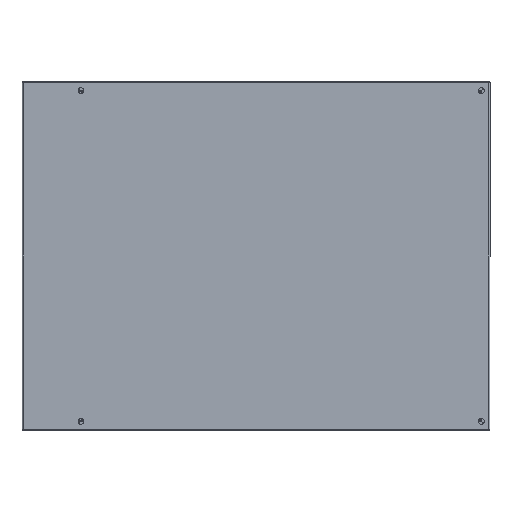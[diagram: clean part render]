
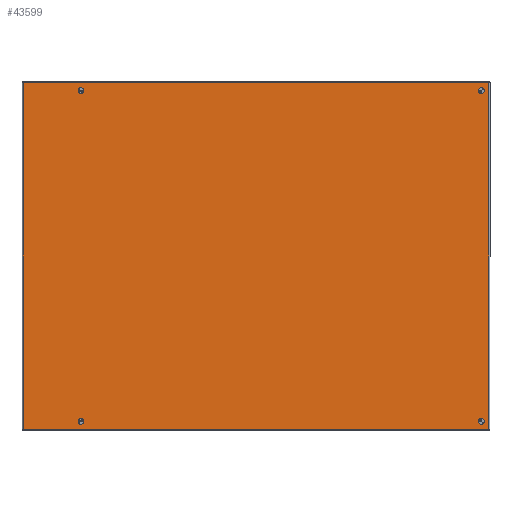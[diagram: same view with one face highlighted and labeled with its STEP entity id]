
A CAD part, left-side view. The second image highlights one B-rep face of the part: STEP entity #43599.
In plain terms, the highlighted face is planar.
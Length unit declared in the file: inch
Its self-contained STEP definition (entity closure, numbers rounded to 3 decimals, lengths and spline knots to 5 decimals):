
#75 = EDGE_CURVE ( 'NONE', #60444, #50723, #29576, .T. ) ;
#790 = LINE ( 'NONE', #11814, #23000 ) ;
#2069 = EDGE_CURVE ( 'NONE', #50083, #4637, #6365, .T. ) ;
#4637 = VERTEX_POINT ( 'NONE', #35673 ) ;
#4846 = AXIS2_PLACEMENT_3D ( 'NONE', #49440, #25903, #31292 ) ;
#5027 = DIRECTION ( 'NONE',  ( -1., 0., 0. ) ) ;
#5260 = VERTEX_POINT ( 'NONE', #12683 ) ;
#5461 = CARTESIAN_POINT ( 'NONE',  ( 14.928, 0., -17.921 ) ) ;
#5821 = VECTOR ( 'NONE', #49520, 39.37008 ) ;
#6365 = CIRCLE ( 'NONE', #30604, 0.25 ) ;
#6719 = DIRECTION ( 'NONE',  ( -1., 0., 0. ) ) ;
#8256 = DIRECTION ( 'NONE',  ( 0., 0., -1. ) ) ;
#8502 = VERTEX_POINT ( 'NONE', #18763 ) ;
#9167 = CARTESIAN_POINT ( 'NONE',  ( -14.25, 0., -17.279 ) ) ;
#9419 = LINE ( 'NONE', #18037, #13823 ) ;
#9642 = AXIS2_PLACEMENT_3D ( 'NONE', #32505, #37042, #8256 ) ;
#10804 = VECTOR ( 'NONE', #58384, 39.37008 ) ;
#10927 = ORIENTED_EDGE ( 'NONE', *, *, #44418, .F. ) ;
#11766 = CARTESIAN_POINT ( 'NONE',  ( -14.928, 0., -17.957 ) ) ;
#11814 = CARTESIAN_POINT ( 'NONE',  ( 14.928, 0., 22.19059 ) ) ;
#12032 = EDGE_LOOP ( 'NONE', ( #12457, #60087 ) ) ;
#12457 = ORIENTED_EDGE ( 'NONE', *, *, #40466, .F. ) ;
#12654 = CARTESIAN_POINT ( 'NONE',  ( 14.25, 0., -17.029 ) ) ;
#12683 = CARTESIAN_POINT ( 'NONE',  ( -14.5, 0., -17.279 ) ) ;
#13463 = DIRECTION ( 'NONE',  ( 0., 1., 0. ) ) ;
#13823 = VECTOR ( 'NONE', #26508, 39.37008 ) ;
#15545 = ORIENTED_EDGE ( 'NONE', *, *, #43591, .F. ) ;
#16080 = CARTESIAN_POINT ( 'NONE',  ( 14.25, 0., 17.221 ) ) ;
#17394 = DIRECTION ( 'NONE',  ( -1., 0., 0. ) ) ;
#18037 = CARTESIAN_POINT ( 'NONE',  ( 14.928, 0., -17.921 ) ) ;
#18763 = CARTESIAN_POINT ( 'NONE',  ( 14., 0., 17.221 ) ) ;
#20089 = FACE_BOUND ( 'NONE', #52279, .T. ) ;
#21541 = FACE_BOUND ( 'NONE', #12032, .T. ) ;
#21916 = DIRECTION ( 'NONE',  ( 0., -1., 0. ) ) ;
#22352 = ORIENTED_EDGE ( 'NONE', *, *, #50955, .F. ) ;
#22621 = VERTEX_POINT ( 'NONE', #58933 ) ;
#23000 = VECTOR ( 'NONE', #17394, 39.37008 ) ;
#23558 = ORIENTED_EDGE ( 'NONE', *, *, #75, .F. ) ;
#24178 = CARTESIAN_POINT ( 'NONE',  ( 14.25, 0., 17.221 ) ) ;
#24257 = EDGE_CURVE ( 'NONE', #48290, #60444, #9419, .T. ) ;
#24578 = EDGE_CURVE ( 'NONE', #59193, #48290, #48519, .T. ) ;
#25903 = DIRECTION ( 'NONE',  ( 0., 1., 0. ) ) ;
#26508 = DIRECTION ( 'NONE',  ( 1., 0., 0. ) ) ;
#27151 = CARTESIAN_POINT ( 'NONE',  ( -14.25, 0., 17.221 ) ) ;
#27329 = CIRCLE ( 'NONE', #32328, 0.25 ) ;
#28884 = DIRECTION ( 'NONE',  ( 0., 1., 0. ) ) ;
#29576 = LINE ( 'NONE', #58545, #5821 ) ;
#29689 = CARTESIAN_POINT ( 'NONE',  ( -14.25, 0., 17.221 ) ) ;
#29935 = AXIS2_PLACEMENT_3D ( 'NONE', #29689, #28884, #38748 ) ;
#30604 = AXIS2_PLACEMENT_3D ( 'NONE', #48124, #38619, #57950 ) ;
#30611 = ORIENTED_EDGE ( 'NONE', *, *, #24578, .F. ) ;
#31292 = DIRECTION ( 'NONE',  ( -1., 0., 0. ) ) ;
#31375 = AXIS2_PLACEMENT_3D ( 'NONE', #45873, #21916, #36395 ) ;
#32328 = AXIS2_PLACEMENT_3D ( 'NONE', #16080, #53641, #6719 ) ;
#32505 = CARTESIAN_POINT ( 'NONE',  ( 14.25, 0., -17.279 ) ) ;
#33338 = CARTESIAN_POINT ( 'NONE',  ( -14.928, 0., -17.921 ) ) ;
#34927 = FACE_OUTER_BOUND ( 'NONE', #41057, .T. ) ;
#35352 = EDGE_CURVE ( 'NONE', #54966, #5260, #59954, .T. ) ;
#35673 = CARTESIAN_POINT ( 'NONE',  ( 14.25, 0., -17.529 ) ) ;
#36395 = DIRECTION ( 'NONE',  ( 0., 0., 1. ) ) ;
#37042 = DIRECTION ( 'NONE',  ( 0., 1., 0. ) ) ;
#37346 = DIRECTION ( 'NONE',  ( 0., 1., 0. ) ) ;
#38439 = EDGE_LOOP ( 'NONE', ( #40073, #58006 ) ) ;
#38619 = DIRECTION ( 'NONE',  ( 0., 1., 0. ) ) ;
#38748 = DIRECTION ( 'NONE',  ( -1., 0., 0. ) ) ;
#40073 = ORIENTED_EDGE ( 'NONE', *, *, #50114, .F. ) ;
#40466 = EDGE_CURVE ( 'NONE', #22621, #48222, #46536, .T. ) ;
#41057 = EDGE_LOOP ( 'NONE', ( #47714, #30611, #15545, #23558 ) ) ;
#41944 = CARTESIAN_POINT ( 'NONE',  ( -14., 0., 17.221 ) ) ;
#42756 = CIRCLE ( 'NONE', #52386, 0.25 ) ;
#42957 = FACE_BOUND ( 'NONE', #53873, .T. ) ;
#43591 = EDGE_CURVE ( 'NONE', #50723, #59193, #790, .T. ) ;
#43599 = ADVANCED_FACE ( 'NONE', ( #21541, #42957, #34927, #48924, #20089 ), #55336, .F. ) ;
#44418 = EDGE_CURVE ( 'NONE', #5260, #54966, #59643, .T. ) ;
#45873 = CARTESIAN_POINT ( 'NONE',  ( 14.928, 0., -17.957 ) ) ;
#46536 = CIRCLE ( 'NONE', #29935, 0.25 ) ;
#47292 = CARTESIAN_POINT ( 'NONE',  ( 14.928, 0., 22.19059 ) ) ;
#47714 = ORIENTED_EDGE ( 'NONE', *, *, #24257, .F. ) ;
#48097 = CIRCLE ( 'NONE', #55149, 0.25 ) ;
#48124 = CARTESIAN_POINT ( 'NONE',  ( 14.25, 0., -17.279 ) ) ;
#48222 = VERTEX_POINT ( 'NONE', #41944 ) ;
#48290 = VERTEX_POINT ( 'NONE', #33338 ) ;
#48350 = DIRECTION ( 'NONE',  ( -1., 0., 0. ) ) ;
#48519 = LINE ( 'NONE', #11766, #10804 ) ;
#48924 = FACE_BOUND ( 'NONE', #38439, .T. ) ;
#49440 = CARTESIAN_POINT ( 'NONE',  ( -14.25, 0., -17.279 ) ) ;
#49520 = DIRECTION ( 'NONE',  ( 0., 0., 1. ) ) ;
#50083 = VERTEX_POINT ( 'NONE', #12654 ) ;
#50114 = EDGE_CURVE ( 'NONE', #4637, #50083, #56190, .T. ) ;
#50230 = EDGE_CURVE ( 'NONE', #48222, #22621, #48097, .T. ) ;
#50662 = ORIENTED_EDGE ( 'NONE', *, *, #35352, .F. ) ;
#50723 = VERTEX_POINT ( 'NONE', #47292 ) ;
#50827 = DIRECTION ( 'NONE',  ( -1., 0., 0. ) ) ;
#50955 = EDGE_CURVE ( 'NONE', #57615, #8502, #27329, .T. ) ;
#52279 = EDGE_LOOP ( 'NONE', ( #54731, #22352 ) ) ;
#52386 = AXIS2_PLACEMENT_3D ( 'NONE', #24178, #53089, #48350 ) ;
#52405 = CARTESIAN_POINT ( 'NONE',  ( -14.928, 0., 22.19059 ) ) ;
#53089 = DIRECTION ( 'NONE',  ( 0., 1., 0. ) ) ;
#53641 = DIRECTION ( 'NONE',  ( 0., 1., 0. ) ) ;
#53873 = EDGE_LOOP ( 'NONE', ( #10927, #50662 ) ) ;
#54731 = ORIENTED_EDGE ( 'NONE', *, *, #58839, .F. ) ;
#54966 = VERTEX_POINT ( 'NONE', #58226 ) ;
#55149 = AXIS2_PLACEMENT_3D ( 'NONE', #27151, #13463, #50827 ) ;
#55336 = PLANE ( 'NONE',  #31375 ) ;
#56190 = CIRCLE ( 'NONE', #9642, 0.25 ) ;
#57615 = VERTEX_POINT ( 'NONE', #60204 ) ;
#57950 = DIRECTION ( 'NONE',  ( 0., 0., -1. ) ) ;
#58006 = ORIENTED_EDGE ( 'NONE', *, *, #2069, .F. ) ;
#58226 = CARTESIAN_POINT ( 'NONE',  ( -14., 0., -17.279 ) ) ;
#58384 = DIRECTION ( 'NONE',  ( 0., 0., -1. ) ) ;
#58545 = CARTESIAN_POINT ( 'NONE',  ( 14.928, 0., -17.957 ) ) ;
#58839 = EDGE_CURVE ( 'NONE', #8502, #57615, #42756, .T. ) ;
#58933 = CARTESIAN_POINT ( 'NONE',  ( -14.5, 0., 17.221 ) ) ;
#59043 = AXIS2_PLACEMENT_3D ( 'NONE', #9167, #37346, #5027 ) ;
#59193 = VERTEX_POINT ( 'NONE', #52405 ) ;
#59643 = CIRCLE ( 'NONE', #59043, 0.25 ) ;
#59954 = CIRCLE ( 'NONE', #4846, 0.25 ) ;
#60087 = ORIENTED_EDGE ( 'NONE', *, *, #50230, .F. ) ;
#60204 = CARTESIAN_POINT ( 'NONE',  ( 14.5, 0., 17.221 ) ) ;
#60444 = VERTEX_POINT ( 'NONE', #5461 ) ;
